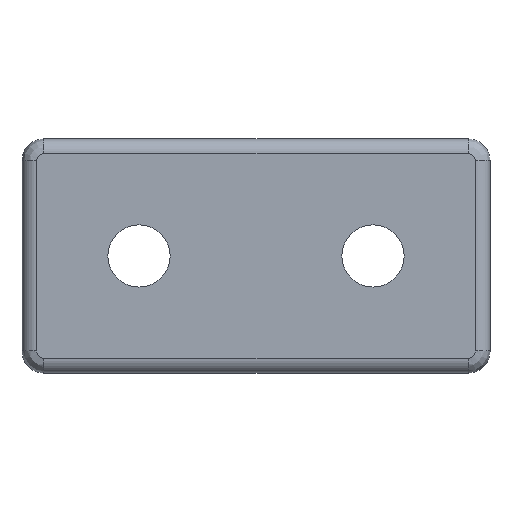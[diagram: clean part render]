
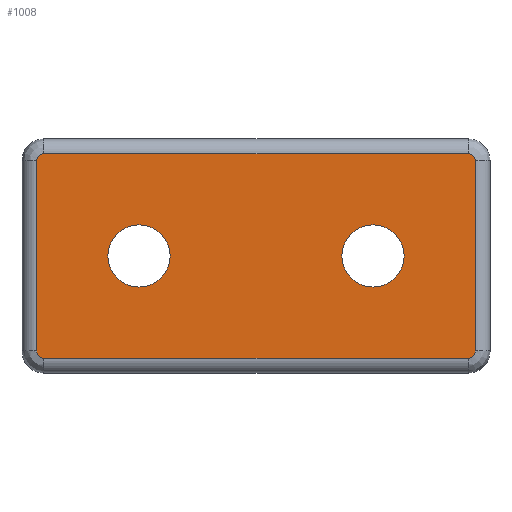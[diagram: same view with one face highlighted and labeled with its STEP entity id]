
A CAD part, top view. The second image highlights one B-rep face of the part: STEP entity #1008.
In plain terms, the highlighted free-form (B-spline) face has degree [1, 1] with [2, 2] control points.
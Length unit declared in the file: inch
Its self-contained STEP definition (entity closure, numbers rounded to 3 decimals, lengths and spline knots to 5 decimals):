
#97=CARTESIAN_POINT('',(0.5,0.633,0.125));
#98=VERTEX_POINT('',#97);
#107=CARTESIAN_POINT('',(0.5,0.367,0.125));
#108=VERTEX_POINT('',#107);
#109=CARTESIAN_POINT('',(0.5,0.5,0.125));
#110=DIRECTION('',(0.0,0.0,1.0));
#111=DIRECTION('',(0.0,1.0,0.0));
#112=AXIS2_PLACEMENT_3D('',#109,#110,#111);
#113=CIRCLE('',#112,0.133);
#114=EDGE_CURVE('',#98,#108,#113,.T.);
#139=CARTESIAN_POINT('',(-0.5,0.633,0.125));
#140=VERTEX_POINT('',#139);
#149=CARTESIAN_POINT('',(-0.5,0.367,0.125));
#150=VERTEX_POINT('',#149);
#151=CARTESIAN_POINT('',(-0.5,0.5,0.125));
#152=DIRECTION('',(0.0,0.0,-1.0));
#153=DIRECTION('',(0.0,1.0,0.0));
#154=AXIS2_PLACEMENT_3D('',#151,#152,#153);
#155=CIRCLE('',#154,0.133);
#156=EDGE_CURVE('',#150,#140,#155,.T.);
#190=CARTESIAN_POINT('',(-0.5,0.5,0.125));
#191=DIRECTION('',(0.0,0.0,-1.0));
#192=DIRECTION('',(0.0,1.0,0.0));
#193=AXIS2_PLACEMENT_3D('',#190,#191,#192);
#194=CIRCLE('',#193,0.133);
#195=EDGE_CURVE('',#140,#150,#194,.T.);
#255=CARTESIAN_POINT('',(-0.937,0.906,0.125));
#256=VERTEX_POINT('',#255);
#264=CARTESIAN_POINT('',(-0.906,0.937,0.125));
#265=VERTEX_POINT('',#264);
#266=CARTESIAN_POINT('',(-0.906,0.906,0.125));
#267=DIRECTION('',(0.0,0.0,-1.0));
#268=DIRECTION('',(-0.707,0.707,0.0));
#269=AXIS2_PLACEMENT_3D('',#266,#267,#268);
#270=CIRCLE('',#269,0.031);
#271=EDGE_CURVE('',#256,#265,#270,.T.);
#299=CARTESIAN_POINT('',(-0.937,0.094,0.125));
#300=VERTEX_POINT('',#299);
#308=CARTESIAN_POINT('',(-0.937,0.094,0.125));
#309=DIRECTION('',(0.0,1.0,0.0));
#310=VECTOR('',#309,0.812);
#311=LINE('',#308,#310);
#312=EDGE_CURVE('',#300,#256,#311,.T.);
#379=CARTESIAN_POINT('',(-0.906,0.063,0.125));
#380=VERTEX_POINT('',#379);
#388=CARTESIAN_POINT('',(-0.906,0.094,0.125));
#389=DIRECTION('',(0.0,0.0,-1.0));
#390=DIRECTION('',(-0.707,-0.707,0.0));
#391=AXIS2_PLACEMENT_3D('',#388,#389,#390);
#392=CIRCLE('',#391,0.031);
#393=EDGE_CURVE('',#380,#300,#392,.T.);
#522=CARTESIAN_POINT('',(0.5,0.5,0.125));
#523=DIRECTION('',(0.0,0.0,1.0));
#524=DIRECTION('',(0.0,1.0,0.0));
#525=AXIS2_PLACEMENT_3D('',#522,#523,#524);
#526=CIRCLE('',#525,0.133);
#527=EDGE_CURVE('',#108,#98,#526,.T.);
#567=CARTESIAN_POINT('',(0.906,0.937,0.125));
#568=VERTEX_POINT('',#567);
#569=CARTESIAN_POINT('',(-0.906,0.937,0.125));
#570=DIRECTION('',(1.0,0.0,0.0));
#571=VECTOR('',#570,1.812);
#572=LINE('',#569,#571);
#573=EDGE_CURVE('',#265,#568,#572,.T.);
#640=CARTESIAN_POINT('',(0.937,0.906,0.125));
#641=VERTEX_POINT('',#640);
#657=CARTESIAN_POINT('',(0.906,0.906,0.125));
#658=DIRECTION('',(0.0,0.0,1.0));
#659=DIRECTION('',(0.707,0.707,0.0));
#660=AXIS2_PLACEMENT_3D('',#657,#658,#659);
#661=CIRCLE('',#660,0.031);
#662=EDGE_CURVE('',#641,#568,#661,.T.);
#695=CARTESIAN_POINT('',(0.937,0.094,0.125));
#696=VERTEX_POINT('',#695);
#711=CARTESIAN_POINT('',(0.937,0.094,0.125));
#712=DIRECTION('',(0.0,1.0,0.0));
#713=VECTOR('',#712,0.812);
#714=LINE('',#711,#713);
#715=EDGE_CURVE('',#696,#641,#714,.T.);
#775=CARTESIAN_POINT('',(0.906,0.063,0.125));
#776=VERTEX_POINT('',#775);
#792=CARTESIAN_POINT('',(0.906,0.094,0.125));
#793=DIRECTION('',(0.0,0.0,1.0));
#794=DIRECTION('',(0.707,-0.707,0.0));
#795=AXIS2_PLACEMENT_3D('',#792,#793,#794);
#796=CIRCLE('',#795,0.031);
#797=EDGE_CURVE('',#776,#696,#796,.T.);
#828=CARTESIAN_POINT('',(-0.906,0.063,0.125));
#829=DIRECTION('',(1.0,0.0,0.0));
#830=VECTOR('',#829,1.812);
#831=LINE('',#828,#830);
#832=EDGE_CURVE('',#380,#776,#831,.T.);
#985=CARTESIAN_POINT('',(-0.937,0.937,0.125));
#986=CARTESIAN_POINT('',(0.937,0.937,0.125));
#987=CARTESIAN_POINT('',(-0.937,0.063,0.125));
#988=CARTESIAN_POINT('',(0.937,0.063,0.125));
#989=B_SPLINE_SURFACE_WITH_KNOTS('',1,1,((#985,#987),(#986,#988)),.UNSPECIFIED.,.F.,.F.,.U.,(2,2),(2,2),(0.0,1.874),(0.0,0.874),.UNSPECIFIED.);
#990=ORIENTED_EDGE('',*,*,#573,.F.);
#991=ORIENTED_EDGE('',*,*,#271,.F.);
#992=ORIENTED_EDGE('',*,*,#312,.F.);
#993=ORIENTED_EDGE('',*,*,#393,.F.);
#994=ORIENTED_EDGE('',*,*,#832,.T.);
#995=ORIENTED_EDGE('',*,*,#797,.T.);
#996=ORIENTED_EDGE('',*,*,#715,.T.);
#997=ORIENTED_EDGE('',*,*,#662,.T.);
#998=EDGE_LOOP('',(#990,#991,#992,#993,#994,#995,#996,#997));
#999=FACE_OUTER_BOUND('',#998,.T.);
#1000=ORIENTED_EDGE('',*,*,#195,.T.);
#1001=ORIENTED_EDGE('',*,*,#156,.T.);
#1002=EDGE_LOOP('',(#1000,#1001));
#1003=FACE_BOUND('',#1002,.T.);
#1004=ORIENTED_EDGE('',*,*,#114,.F.);
#1005=ORIENTED_EDGE('',*,*,#527,.F.);
#1006=EDGE_LOOP('',(#1004,#1005));
#1007=FACE_BOUND('',#1006,.T.);
#1008=ADVANCED_FACE('',(#999,#1003,#1007),#989,.F.);
